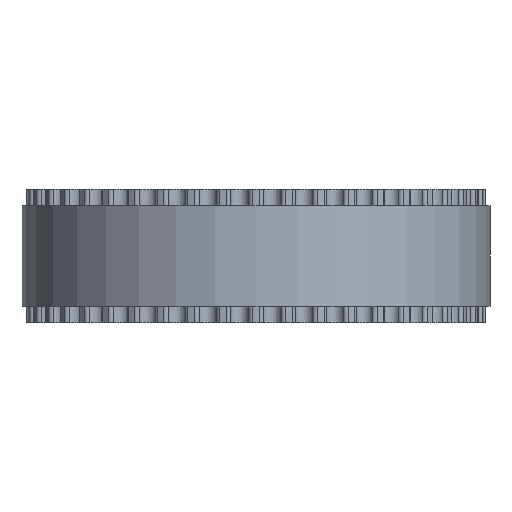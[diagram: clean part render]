
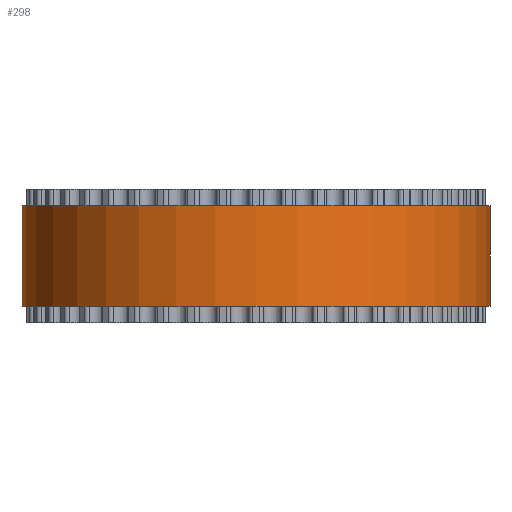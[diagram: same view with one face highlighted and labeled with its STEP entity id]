
A CAD part, front view. The second image highlights one B-rep face of the part: STEP entity #298.
In plain terms, the highlighted cylindrical face has radius 14.006 mm (diameter 28.011 mm), a full revolution.
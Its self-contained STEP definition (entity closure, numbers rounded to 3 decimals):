
#97=FACE_BOUND('',#832,.T.);
#98=FACE_BOUND('',#833,.T.);
#298=ADVANCED_FACE('',(#97,#98),#475,.T.);
#475=CYLINDRICAL_SURFACE('',#4015,14.006);
#832=EDGE_LOOP('',(#2242));
#833=EDGE_LOOP('',(#2243));
#2242=ORIENTED_EDGE('',*,*,#3126,.T.);
#2243=ORIENTED_EDGE('',*,*,#3127,.T.);
#2596=VERTEX_POINT('',#6320);
#2597=VERTEX_POINT('',#6322);
#3126=EDGE_CURVE('',#2596,#2596,#3480,.T.);
#3127=EDGE_CURVE('',#2597,#2597,#3481,.T.);
#3480=CIRCLE('',#4013,14.006);
#3481=CIRCLE('',#4014,14.006);
#4013=AXIS2_PLACEMENT_3D('',#6319,#5254,#5255);
#4014=AXIS2_PLACEMENT_3D('',#6321,#5256,#5257);
#4015=AXIS2_PLACEMENT_3D('',#6323,#5258,#5259);
#5254=DIRECTION('',(0.,0.,1.));
#5255=DIRECTION('',(1.,0.,0.));
#5256=DIRECTION('',(0.,0.,-1.));
#5257=DIRECTION('',(1.,0.,0.));
#5258=DIRECTION('',(0.,0.,1.));
#5259=DIRECTION('',(1.,0.,0.));
#6319=CARTESIAN_POINT('',(0.,0.,1.));
#6320=CARTESIAN_POINT('',(14.006,0.,1.));
#6321=CARTESIAN_POINT('',(0.,0.,7.));
#6322=CARTESIAN_POINT('',(14.006,0.,7.));
#6323=CARTESIAN_POINT('',(0.,0.,1.));
